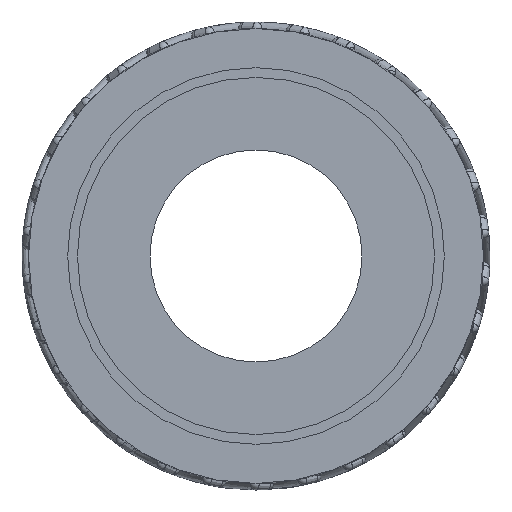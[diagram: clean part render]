
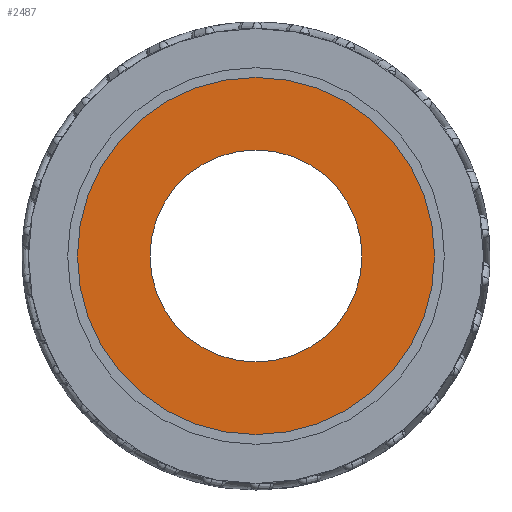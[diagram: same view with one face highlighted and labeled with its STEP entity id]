
A CAD part, front view. The second image highlights one B-rep face of the part: STEP entity #2487.
In plain terms, the highlighted planar face has unit normal (0, -1, 0).
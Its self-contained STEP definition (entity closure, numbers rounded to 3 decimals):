
#108 = DIRECTION ( 'NONE',  ( 0., 1., 0. ) ) ;
#298 = CARTESIAN_POINT ( 'NONE',  ( 0., 9., 0. ) ) ;
#779 = EDGE_CURVE ( 'NONE', #7378, #9944, #2820, .T. ) ;
#990 = ORIENTED_EDGE ( 'NONE', *, *, #2782, .F. ) ;
#1018 = PLANE ( 'NONE',  #6941 ) ;
#1952 = FACE_OUTER_BOUND ( 'NONE', #8041, .T. ) ;
#2114 = CARTESIAN_POINT ( 'NONE',  ( 0., 9., 0. ) ) ;
#2428 = CIRCLE ( 'NONE', #5553, 6.5 ) ;
#2487 = ADVANCED_FACE ( 'NONE', ( #2876, #1952 ), #1018, .F. ) ;
#2782 = EDGE_CURVE ( 'NONE', #3973, #7198, #7510, .T. ) ;
#2820 = CIRCLE ( 'NONE', #6336, 6.5 ) ;
#2876 = FACE_BOUND ( 'NONE', #11975, .T. ) ;
#3973 = VERTEX_POINT ( 'NONE', #7993 ) ;
#4769 = CARTESIAN_POINT ( 'NONE',  ( 0., 9., 0. ) ) ;
#4868 = DIRECTION ( 'NONE',  ( 0., 1., 0. ) ) ;
#4889 = DIRECTION ( 'NONE',  ( 0., 1., 0. ) ) ;
#4938 = CARTESIAN_POINT ( 'NONE',  ( 0., 9., 0. ) ) ;
#5112 = CARTESIAN_POINT ( 'NONE',  ( 0., 9., 6.5 ) ) ;
#5553 = AXIS2_PLACEMENT_3D ( 'NONE', #10712, #6111, #8862 ) ;
#6111 = DIRECTION ( 'NONE',  ( 0., 1., 0. ) ) ;
#6336 = AXIS2_PLACEMENT_3D ( 'NONE', #298, #6784, #11484 ) ;
#6389 = CARTESIAN_POINT ( 'NONE',  ( 0., 9., -10.95 ) ) ;
#6668 = DIRECTION ( 'NONE',  ( 0., 0., 1. ) ) ;
#6784 = DIRECTION ( 'NONE',  ( 0., 1., 0. ) ) ;
#6941 = AXIS2_PLACEMENT_3D ( 'NONE', #4769, #4889, #6668 ) ;
#7198 = VERTEX_POINT ( 'NONE', #6389 ) ;
#7378 = VERTEX_POINT ( 'NONE', #11574 ) ;
#7392 = ORIENTED_EDGE ( 'NONE', *, *, #779, .T. ) ;
#7482 = ORIENTED_EDGE ( 'NONE', *, *, #9874, .F. ) ;
#7510 = CIRCLE ( 'NONE', #11417, 10.95 ) ;
#7993 = CARTESIAN_POINT ( 'NONE',  ( 0., 9., 10.95 ) ) ;
#8041 = EDGE_LOOP ( 'NONE', ( #7482, #990 ) ) ;
#8599 = EDGE_CURVE ( 'NONE', #9944, #7378, #2428, .T. ) ;
#8862 = DIRECTION ( 'NONE',  ( 0., 0., 1. ) ) ;
#9399 = DIRECTION ( 'NONE',  ( 0., 0., 1. ) ) ;
#9874 = EDGE_CURVE ( 'NONE', #7198, #3973, #10979, .T. ) ;
#9944 = VERTEX_POINT ( 'NONE', #5112 ) ;
#10230 = ORIENTED_EDGE ( 'NONE', *, *, #8599, .T. ) ;
#10712 = CARTESIAN_POINT ( 'NONE',  ( 0., 9., 0. ) ) ;
#10787 = AXIS2_PLACEMENT_3D ( 'NONE', #2114, #4868, #11342 ) ;
#10979 = CIRCLE ( 'NONE', #10787, 10.95 ) ;
#11342 = DIRECTION ( 'NONE',  ( 0., 0., 1. ) ) ;
#11417 = AXIS2_PLACEMENT_3D ( 'NONE', #4938, #108, #9399 ) ;
#11484 = DIRECTION ( 'NONE',  ( 0., 0., 1. ) ) ;
#11574 = CARTESIAN_POINT ( 'NONE',  ( 0., 9., -6.5 ) ) ;
#11975 = EDGE_LOOP ( 'NONE', ( #7392, #10230 ) ) ;
